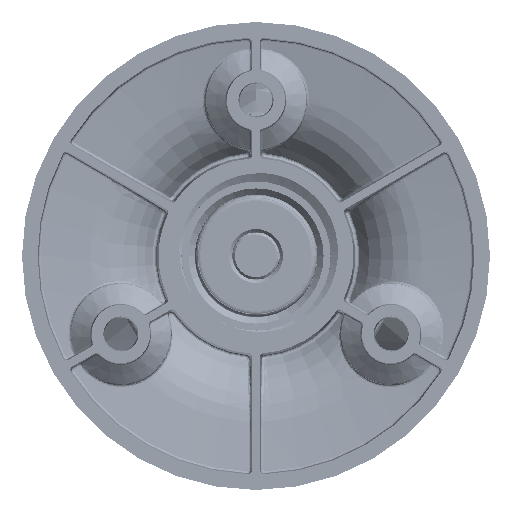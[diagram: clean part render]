
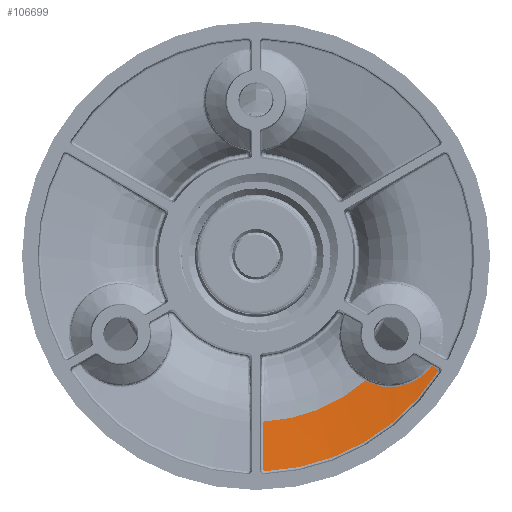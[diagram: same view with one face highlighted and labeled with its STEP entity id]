
A CAD part, front view. The second image highlights one B-rep face of the part: STEP entity #106699.
In plain terms, the highlighted conical face has half-angle 82 degrees and reference radius 24.439 mm.
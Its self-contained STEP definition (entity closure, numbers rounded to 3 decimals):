
#98072=CARTESIAN_POINT('',(0.,0.,7.053));
#98073=DIRECTION('',(0.,0.,1.));
#98074=DIRECTION('',(-0.845,-0.535,0.));
#98075=AXIS2_PLACEMENT_3D('',#98072,#98073,#98074);
#98077=CARTESIAN_POINT('',(-1.128,-27.601,
7.053));
#98078=CARTESIAN_POINT('',(-1.105,-27.602,
7.053));
#98079=CARTESIAN_POINT('',(-1.063,-27.596,
7.054));
#98080=CARTESIAN_POINT('',(-1.004,-27.569,
7.058));
#98081=CARTESIAN_POINT('',(-0.958,-27.524,
7.064));
#98082=CARTESIAN_POINT('',(-0.927,-27.466,
7.073));
#98083=CARTESIAN_POINT('',(-0.92,-27.423,
7.079));
#98084=CARTESIAN_POINT('',(-0.92,-27.4,
7.082));
#98086=CARTESIAN_POINT('',(-0.92,-27.4,
7.082));
#98087=CARTESIAN_POINT('',(-0.922,-26.731,
7.176));
#98088=CARTESIAN_POINT('',(-0.925,-25.384,
7.365));
#98089=CARTESIAN_POINT('',(-0.93,-23.449,
7.637));
#98090=CARTESIAN_POINT('',(-0.934,-21.987,
7.842));
#98091=CARTESIAN_POINT('',(-0.935,-21.233,
7.948));
#98093=CARTESIAN_POINT('',(-14.029,-15.966,
7.948));
#98094=CARTESIAN_POINT('',(-14.29,-16.112,
7.908));
#98095=CARTESIAN_POINT('',(-14.811,-16.358,
7.834));
#98096=CARTESIAN_POINT('',(-15.575,-16.61,
7.735));
#98097=CARTESIAN_POINT('',(-16.06,-16.711,
7.678));
#98098=CARTESIAN_POINT('',(-16.297,-16.748,
7.651));
#98100=CARTESIAN_POINT('',(-22.55,-14.084,
7.199));
#98101=CARTESIAN_POINT('',(-22.511,-14.136,
7.199));
#98102=CARTESIAN_POINT('',(-22.427,-14.244,
7.201));
#98103=CARTESIAN_POINT('',(-22.283,-14.418,
7.205));
#98104=CARTESIAN_POINT('',(-22.119,-14.604,
7.21));
#98105=CARTESIAN_POINT('',(-21.931,-14.802,
7.217));
#98106=CARTESIAN_POINT('',(-21.714,-15.013,
7.225));
#98107=CARTESIAN_POINT('',(-21.465,-15.234,
7.236));
#98108=CARTESIAN_POINT('',(-21.178,-15.466,
7.25));
#98109=CARTESIAN_POINT('',(-20.845,-15.704,
7.267));
#98110=CARTESIAN_POINT('',(-20.46,-15.945,
7.29));
#98111=CARTESIAN_POINT('',(-20.014,-16.183,
7.318));
#98112=CARTESIAN_POINT('',(-19.498,-16.407,
7.354));
#98113=CARTESIAN_POINT('',(-18.9,-16.605,
7.4));
#98114=CARTESIAN_POINT('',(-18.221,-16.754,
7.457));
#98115=CARTESIAN_POINT('',(-17.518,-16.826,
7.522));
#98116=CARTESIAN_POINT('',(-16.866,-16.819,
7.588));
#98117=CARTESIAN_POINT('',(-16.48,-16.776,
7.63));
#98118=CARTESIAN_POINT('',(-16.297,-16.748,
7.651));
#98120=CARTESIAN_POINT('',(-22.55,-14.084,
7.199));
#98121=CARTESIAN_POINT('',(-22.666,-14.15,
7.18));
#98122=CARTESIAN_POINT('',(-22.901,-14.285,
7.142));
#98123=CARTESIAN_POINT('',(-23.145,-14.425,
7.102));
#98124=CARTESIAN_POINT('',(-23.27,-14.497,
7.082));
#98126=CARTESIAN_POINT('',(-23.27,-14.497,
7.082));
#98127=CARTESIAN_POINT('',(-23.282,-14.504,
7.08));
#98128=CARTESIAN_POINT('',(-23.305,-14.521,
7.076));
#98129=CARTESIAN_POINT('',(-23.33,-14.549,
7.071));
#98130=CARTESIAN_POINT('',(-23.349,-14.578,
7.067));
#98131=CARTESIAN_POINT('',(-23.36,-14.607,
7.063));
#98132=CARTESIAN_POINT('',(-23.367,-14.633,
7.06));
#98133=CARTESIAN_POINT('',(-23.37,-14.658,
7.058));
#98134=CARTESIAN_POINT('',(-23.37,-14.682,
7.056));
#98135=CARTESIAN_POINT('',(-23.368,-14.705,
7.055));
#98136=CARTESIAN_POINT('',(-23.362,-14.728,
7.054));
#98137=CARTESIAN_POINT('',(-23.353,-14.752,
7.053));
#98138=CARTESIAN_POINT('',(-23.344,-14.769,
7.053));
#98139=CARTESIAN_POINT('',(-23.339,-14.777,
7.053));
#98682=CARTESIAN_POINT('',(-14.029,-15.966,
7.948));
#98684=CARTESIAN_POINT('',(0.,0.,7.948));
#98685=DIRECTION('',(0.,0.,-1.));
#98686=DIRECTION('',(-0.044,-0.999,0.));
#98687=AXIS2_PLACEMENT_3D('',#98684,#98685,#98686);
#102740=CARTESIAN_POINT('',(-23.339,-14.777,
7.053));
#102741=CARTESIAN_POINT('',(-1.128,-27.601,
7.053));
#102742=VERTEX_POINT('',#102740);
#102743=VERTEX_POINT('',#102741);
#102768=VERTEX_POINT('',#98120);
#102769=VERTEX_POINT('',#98124);
#102770=VERTEX_POINT('',#98084);
#102772=VERTEX_POINT('',#98091);
#102979=VERTEX_POINT('',#98682);
#102989=VERTEX_POINT('',#98118);
#106676=CARTESIAN_POINT('',(0.,0.,7.501));
#106677=DIRECTION('',(0.,0.,-1.));
#106678=DIRECTION('',(1.,0.,0.));
#106679=AXIS2_PLACEMENT_3D('',#106676,#106677,#106678);
#106680=CONICAL_SURFACE('',#106679,24.439,82.);
#106682=ORIENTED_EDGE('',*,*,#106681,.T.);
#106684=ORIENTED_EDGE('',*,*,#106683,.T.);
#106686=ORIENTED_EDGE('',*,*,#106685,.T.);
#106688=ORIENTED_EDGE('',*,*,#106687,.T.);
#106690=ORIENTED_EDGE('',*,*,#106689,.T.);
#106692=ORIENTED_EDGE('',*,*,#106691,.F.);
#106694=ORIENTED_EDGE('',*,*,#106693,.T.);
#106696=ORIENTED_EDGE('',*,*,#106695,.T.);
#106697=EDGE_LOOP('',(#106682,#106684,#106686,#106688,#106690,#106692,#106694,
#106696));
#106698=FACE_OUTER_BOUND('',#106697,.F.);
#106699=ADVANCED_FACE('',(#106698),#106680,.F.);
#98076=CIRCLE('',#98075,27.624);
#98085=B_SPLINE_CURVE_WITH_KNOTS('',3,(#98077,#98078,#98079,#98080,#98081,
#98082,#98083,#98084),.UNSPECIFIED.,.F.,.F.,(4,1,1,1,1,4),(0.,0.2,0.4,
0.6,0.8,1.),.UNSPECIFIED.);
#98092=B_SPLINE_CURVE_WITH_KNOTS('',3,(#98086,#98087,#98088,#98089,#98090,
#98091),.UNSPECIFIED.,.F.,.F.,(4,1,1,4),(0.,0.333,
0.667,1.),.UNSPECIFIED.);
#98099=B_SPLINE_CURVE_WITH_KNOTS('',3,(#98093,#98094,#98095,#98096,#98097,
#98098),.UNSPECIFIED.,.F.,.F.,(4,1,1,4),(0.,0.333,
0.667,1.),.UNSPECIFIED.);
#98119=B_SPLINE_CURVE_WITH_KNOTS('',3,(#98100,#98101,#98102,#98103,#98104,
#98105,#98106,#98107,#98108,#98109,#98110,#98111,#98112,#98113,#98114,#98115,
#98116,#98117,#98118),.UNSPECIFIED.,.F.,.F.,(4,1,1,1,1,1,1,1,1,1,1,1,1,1,1,1,4),
(0.,0.063,0.125,0.188,0.25,0.313,0.375,0.438,0.5,0.563,
0.625,0.688,0.75,0.813,0.875,0.938,1.),.UNSPECIFIED.);
#98125=B_SPLINE_CURVE_WITH_KNOTS('',3,(#98120,#98121,#98122,#98123,#98124),
.UNSPECIFIED.,.F.,.F.,(4,1,4),(0.,0.5,1.),.UNSPECIFIED.);
#98140=B_SPLINE_CURVE_WITH_KNOTS('',3,(#98126,#98127,#98128,#98129,#98130,
#98131,#98132,#98133,#98134,#98135,#98136,#98137,#98138,#98139),.UNSPECIFIED.,
.F.,.F.,(4,1,1,1,1,1,1,1,1,1,1,4),(0.,0.091,0.182,
0.273,0.364,0.455,0.545,
0.636,0.727,0.818,0.909,1.),
.UNSPECIFIED.);
#98688=CIRCLE('',#98687,21.254);
#106681=EDGE_CURVE('',#102742,#102743,#98076,.T.);
#106683=EDGE_CURVE('',#102743,#102770,#98085,.T.);
#106685=EDGE_CURVE('',#102770,#102772,#98092,.T.);
#106687=EDGE_CURVE('',#102772,#102979,#98688,.T.);
#106689=EDGE_CURVE('',#102979,#102989,#98099,.T.);
#106691=EDGE_CURVE('',#102768,#102989,#98119,.T.);
#106693=EDGE_CURVE('',#102768,#102769,#98125,.T.);
#106695=EDGE_CURVE('',#102769,#102742,#98140,.T.);
